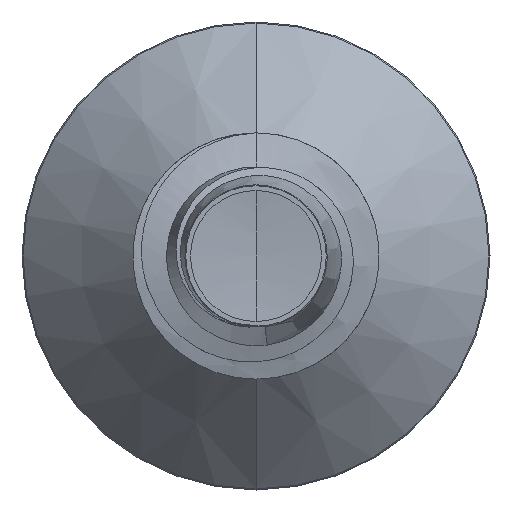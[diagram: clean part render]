
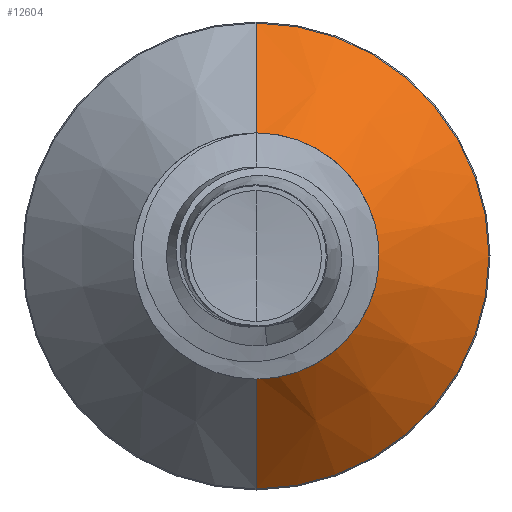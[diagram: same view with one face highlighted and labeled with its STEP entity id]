
A CAD part, front view. The second image highlights one B-rep face of the part: STEP entity #12604.
In plain terms, the highlighted conical face has half-angle 45 degrees and reference radius 0.97 mm.
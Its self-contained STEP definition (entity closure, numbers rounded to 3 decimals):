
#473 = CARTESIAN_POINT ( 'NONE',  ( 0., 5.72, -0.97 ) ) ;
#1281 = CARTESIAN_POINT ( 'NONE',  ( 0., 5.72, 0.97 ) ) ;
#1642 = CARTESIAN_POINT ( 'NONE',  ( 0., 6.641, -1.891 ) ) ;
#1741 = CARTESIAN_POINT ( 'NONE',  ( 0., 5.72, -0.97 ) ) ;
#1902 = FACE_OUTER_BOUND ( 'NONE', #3873, .T. ) ;
#2053 = DIRECTION ( 'NONE',  ( 0., 0.707, 0.707 ) ) ;
#2059 = VERTEX_POINT ( 'NONE', #4898 ) ;
#2186 = CARTESIAN_POINT ( 'NONE',  ( 0., 5.72, 0.97 ) ) ;
#2471 = AXIS2_PLACEMENT_3D ( 'NONE', #13936, #8348, #13119 ) ;
#3193 = LINE ( 'NONE', #473, #6473 ) ;
#3194 = AXIS2_PLACEMENT_3D ( 'NONE', #3558, #11523, #5004 ) ;
#3533 = ORIENTED_EDGE ( 'NONE', *, *, #4137, .F. ) ;
#3558 = CARTESIAN_POINT ( 'NONE',  ( 0., 6.641, 0. ) ) ;
#3873 = EDGE_LOOP ( 'NONE', ( #14476, #12697, #10672, #3533 ) ) ;
#4137 = EDGE_CURVE ( 'NONE', #4960, #2059, #10496, .T. ) ;
#4400 = VERTEX_POINT ( 'NONE', #1741 ) ;
#4616 = VERTEX_POINT ( 'NONE', #1642 ) ;
#4898 = CARTESIAN_POINT ( 'NONE',  ( 0., 6.641, 1.891 ) ) ;
#4960 = VERTEX_POINT ( 'NONE', #1281 ) ;
#5004 = DIRECTION ( 'NONE',  ( 0., 0., 1. ) ) ;
#6473 = VECTOR ( 'NONE', #12450, 1000. ) ;
#7000 = CONICAL_SURFACE ( 'NONE', #2471, 0.97, 0.785 ) ;
#7786 = VECTOR ( 'NONE', #2053, 1000. ) ;
#8322 = EDGE_CURVE ( 'NONE', #4960, #4400, #8465, .T. ) ;
#8348 = DIRECTION ( 'NONE',  ( 0., 1., 0. ) ) ;
#8465 = CIRCLE ( 'NONE', #10160, 0.97 ) ;
#10160 = AXIS2_PLACEMENT_3D ( 'NONE', #10455, #10445, #10440 ) ;
#10440 = DIRECTION ( 'NONE',  ( 0., 0., 1. ) ) ;
#10445 = DIRECTION ( 'NONE',  ( 0., 1., 0. ) ) ;
#10455 = CARTESIAN_POINT ( 'NONE',  ( 0., 5.72, 0. ) ) ;
#10496 = LINE ( 'NONE', #2186, #7786 ) ;
#10672 = ORIENTED_EDGE ( 'NONE', *, *, #11647, .F. ) ;
#11523 = DIRECTION ( 'NONE',  ( 0., 1., 0. ) ) ;
#11647 = EDGE_CURVE ( 'NONE', #2059, #4616, #11936, .T. ) ;
#11678 = EDGE_CURVE ( 'NONE', #4400, #4616, #3193, .T. ) ;
#11936 = CIRCLE ( 'NONE', #3194, 1.891 ) ;
#12450 = DIRECTION ( 'NONE',  ( 0., 0.707, -0.707 ) ) ;
#12604 = ADVANCED_FACE ( 'NONE', ( #1902 ), #7000, .T. ) ;
#12697 = ORIENTED_EDGE ( 'NONE', *, *, #11678, .T. ) ;
#13119 = DIRECTION ( 'NONE',  ( 0., 0., 1. ) ) ;
#13936 = CARTESIAN_POINT ( 'NONE',  ( 0., 5.72, 0. ) ) ;
#14476 = ORIENTED_EDGE ( 'NONE', *, *, #8322, .T. ) ;
